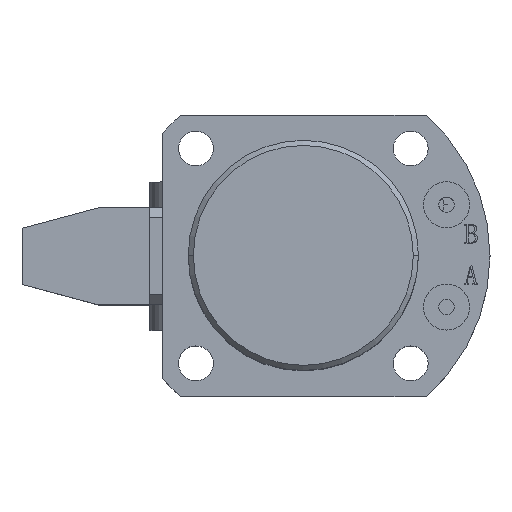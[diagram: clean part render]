
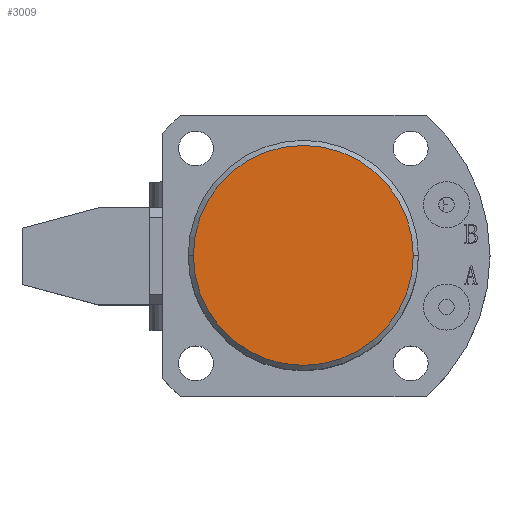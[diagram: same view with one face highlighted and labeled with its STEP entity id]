
A CAD part, top view. The second image highlights one B-rep face of the part: STEP entity #3009.
In plain terms, the highlighted planar face has unit normal (0, 0, 1).
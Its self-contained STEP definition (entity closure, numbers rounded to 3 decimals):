
#91 = AXIS2_PLACEMENT_3D ( 'NONE', #759, #902, #857 ) ;
#194 = AXIS2_PLACEMENT_3D ( 'NONE', #7020, #7019, #7012 ) ;
#267 = AXIS2_PLACEMENT_3D ( 'NONE', #1519, #1520, #1521 ) ;
#759 = CARTESIAN_POINT ( 'NONE',  ( 0., 0., 76. ) ) ;
#822 = PLANE ( 'NONE',  #91 ) ;
#857 = DIRECTION ( 'NONE',  ( 1., 0., 0. ) ) ;
#902 = DIRECTION ( 'NONE',  ( 0., 0., 1. ) ) ;
#1519 = CARTESIAN_POINT ( 'NONE',  ( 0., 0., 76. ) ) ;
#1520 = DIRECTION ( 'NONE',  ( 0., 0., 1. ) ) ;
#1521 = DIRECTION ( 'NONE',  ( 1., 0., 0. ) ) ;
#3009 = ADVANCED_FACE ( 'NONE', ( #8547 ), #822, .T. ) ;
#3485 = EDGE_LOOP ( 'NONE', ( #6068, #6263 ) ) ;
#3799 = VERTEX_POINT ( 'NONE', #7256 ) ;
#3970 = VERTEX_POINT ( 'NONE', #7320 ) ;
#5227 = EDGE_CURVE ( 'NONE', #3970, #3799, #8788, .T. ) ;
#5440 = EDGE_CURVE ( 'NONE', #3799, #3970, #9075, .T. ) ;
#6068 = ORIENTED_EDGE ( 'NONE', *, *, #5227, .T. ) ;
#6263 = ORIENTED_EDGE ( 'NONE', *, *, #5440, .T. ) ;
#7012 = DIRECTION ( 'NONE',  ( 1., 0., 0. ) ) ;
#7019 = DIRECTION ( 'NONE',  ( 0., 0., 1. ) ) ;
#7020 = CARTESIAN_POINT ( 'NONE',  ( 0., 0., 76. ) ) ;
#7256 = CARTESIAN_POINT ( 'NONE',  ( 21.5, 0., 76. ) ) ;
#7320 = CARTESIAN_POINT ( 'NONE',  ( -21.5, 0., 76. ) ) ;
#8547 = FACE_OUTER_BOUND ( 'NONE', #3485, .T. ) ;
#8788 = CIRCLE ( 'NONE', #194, 21.5 ) ;
#9075 = CIRCLE ( 'NONE', #267, 21.5 ) ;
